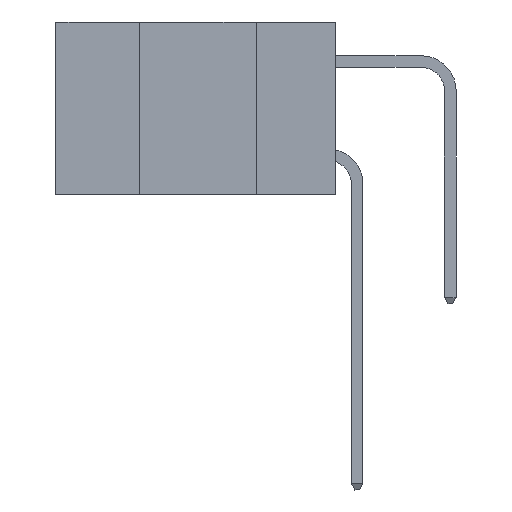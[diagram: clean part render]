
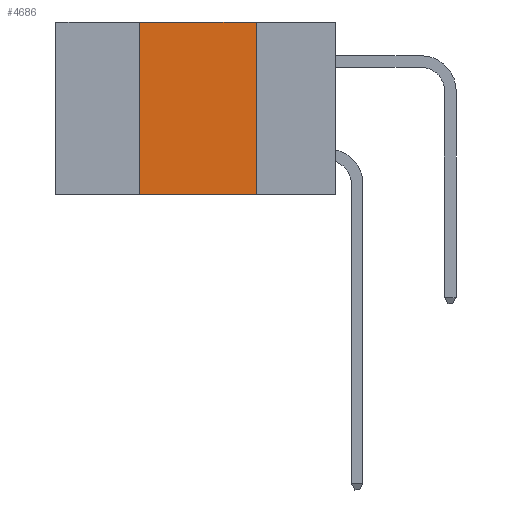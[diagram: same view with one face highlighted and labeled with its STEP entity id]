
A CAD part, left-side view. The second image highlights one B-rep face of the part: STEP entity #4686.
In plain terms, the highlighted planar face has unit normal (-1, 0, 0).
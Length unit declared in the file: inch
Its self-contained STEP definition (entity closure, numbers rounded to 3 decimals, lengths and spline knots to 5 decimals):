
#276 = EDGE_CURVE ( 'NONE', #4104, #23188, #15527, .T. ) ;
#418 = ORIENTED_EDGE ( 'NONE', *, *, #19384, .T. ) ;
#658 = VECTOR ( 'NONE', #8406, 39.37008 ) ;
#795 = CARTESIAN_POINT ( 'NONE',  ( 0., 0.17, 0. ) ) ;
#950 = LINE ( 'NONE', #16880, #16181 ) ;
#2328 = DIRECTION ( 'NONE',  ( 0., 0., 1. ) ) ;
#3157 = CARTESIAN_POINT ( 'NONE',  ( 0., 0.6, -0.37 ) ) ;
#3306 = VERTEX_POINT ( 'NONE', #23401 ) ;
#4104 = VERTEX_POINT ( 'NONE', #7825 ) ;
#4336 = EDGE_CURVE ( 'NONE', #23188, #24086, #11855, .T. ) ;
#4686 = ADVANCED_FACE ( 'NONE', ( #5468 ), #13346, .F. ) ;
#4997 = EDGE_LOOP ( 'NONE', ( #24221, #19648, #20253, #418 ) ) ;
#5468 = FACE_OUTER_BOUND ( 'NONE', #4997, .T. ) ;
#7081 = CARTESIAN_POINT ( 'NONE',  ( 0., 0.42, 0. ) ) ;
#7465 = DIRECTION ( 'NONE',  ( 0., 0., -1. ) ) ;
#7825 = CARTESIAN_POINT ( 'NONE',  ( 0., 0.42, -0.37 ) ) ;
#7939 = LINE ( 'NONE', #3157, #12582 ) ;
#8406 = DIRECTION ( 'NONE',  ( 0., -1., 0. ) ) ;
#10852 = VECTOR ( 'NONE', #2328, 39.37008 ) ;
#11395 = CARTESIAN_POINT ( 'NONE',  ( 0., 0.6, 0. ) ) ;
#11855 = LINE ( 'NONE', #20264, #658 ) ;
#12582 = VECTOR ( 'NONE', #13005, 39.37008 ) ;
#12767 = AXIS2_PLACEMENT_3D ( 'NONE', #11395, #19318, #7465 ) ;
#13005 = DIRECTION ( 'NONE',  ( 0., -1., 0. ) ) ;
#13346 = PLANE ( 'NONE',  #12767 ) ;
#13587 = EDGE_CURVE ( 'NONE', #24086, #3306, #950, .T. ) ;
#15527 = LINE ( 'NONE', #18183, #10852 ) ;
#16181 = VECTOR ( 'NONE', #18846, 39.37008 ) ;
#16880 = CARTESIAN_POINT ( 'NONE',  ( 0., 0.17, 0. ) ) ;
#18183 = CARTESIAN_POINT ( 'NONE',  ( 0., 0.42, 0. ) ) ;
#18846 = DIRECTION ( 'NONE',  ( 0., 0., -1. ) ) ;
#19318 = DIRECTION ( 'NONE',  ( 1., 0., 0. ) ) ;
#19384 = EDGE_CURVE ( 'NONE', #4104, #3306, #7939, .T. ) ;
#19648 = ORIENTED_EDGE ( 'NONE', *, *, #4336, .F. ) ;
#20253 = ORIENTED_EDGE ( 'NONE', *, *, #276, .F. ) ;
#20264 = CARTESIAN_POINT ( 'NONE',  ( 0., 0.6, 0. ) ) ;
#23188 = VERTEX_POINT ( 'NONE', #7081 ) ;
#23401 = CARTESIAN_POINT ( 'NONE',  ( 0., 0.17, -0.37 ) ) ;
#24086 = VERTEX_POINT ( 'NONE', #795 ) ;
#24221 = ORIENTED_EDGE ( 'NONE', *, *, #13587, .F. ) ;
